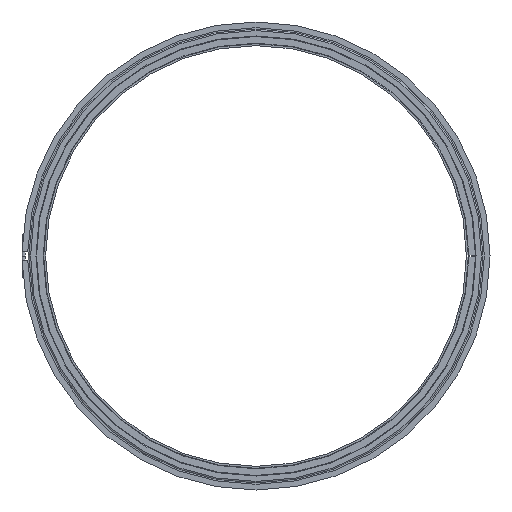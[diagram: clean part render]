
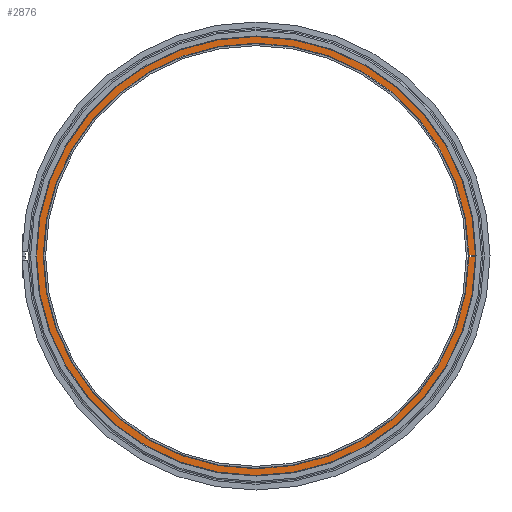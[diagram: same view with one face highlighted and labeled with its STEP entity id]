
A CAD part, left-side view. The second image highlights one B-rep face of the part: STEP entity #2876.
In plain terms, the highlighted face is planar.
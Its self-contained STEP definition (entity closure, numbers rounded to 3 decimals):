
#794=CARTESIAN_POINT('',(-1.973,134.6,0.));
#795=VERTEX_POINT('',#794);
#804=CARTESIAN_POINT('',(-1.973,-134.599,0.5));
#805=VERTEX_POINT('',#804);
#806=CARTESIAN_POINT('',(-1.973,0.,0.0));
#807=DIRECTION('',(1.0,0.0,0.0));
#808=DIRECTION('',(0.0,1.0,0.0));
#809=AXIS2_PLACEMENT_3D('',#806,#807,#808);
#810=CIRCLE('',#809,134.6);
#811=EDGE_CURVE('',#795,#805,#810,.T.);
#1011=CARTESIAN_POINT('',(-1.973,130.5,0.));
#1012=VERTEX_POINT('',#1011);
#1028=CARTESIAN_POINT('',(-1.973,-130.499,0.5));
#1029=VERTEX_POINT('',#1028);
#1036=CARTESIAN_POINT('',(-1.973,0.,0.0));
#1037=DIRECTION('',(1.0,0.0,0.0));
#1038=DIRECTION('',(0.0,1.0,0.0));
#1039=AXIS2_PLACEMENT_3D('',#1036,#1037,#1038);
#1040=CIRCLE('',#1039,130.5);
#1041=EDGE_CURVE('',#1012,#1029,#1040,.T.);
#2585=CARTESIAN_POINT('',(-1.973,-134.599,-0.5));
#2586=VERTEX_POINT('',#2585);
#2587=CARTESIAN_POINT('',(-1.973,-130.499,-0.5));
#2588=VERTEX_POINT('',#2587);
#2589=CARTESIAN_POINT('',(-1.973,-134.599,-0.5));
#2590=DIRECTION('',(0.0,1.0,0.0));
#2591=VECTOR('',#2590,4.1);
#2592=LINE('',#2589,#2591);
#2593=EDGE_CURVE('',#2586,#2588,#2592,.T.);
#2654=CARTESIAN_POINT('',(-1.973,-130.499,0.5));
#2655=DIRECTION('',(0.0,-1.0,0.0));
#2656=VECTOR('',#2655,4.1);
#2657=LINE('',#2654,#2656);
#2658=EDGE_CURVE('',#1029,#805,#2657,.T.);
#2719=CARTESIAN_POINT('',(-1.973,0.,0.0));
#2720=DIRECTION('',(1.0,0.0,0.0));
#2721=DIRECTION('',(0.0,1.0,0.0));
#2722=AXIS2_PLACEMENT_3D('',#2719,#2720,#2721);
#2723=CIRCLE('',#2722,130.5);
#2724=EDGE_CURVE('',#2588,#1012,#2723,.T.);
#2857=CARTESIAN_POINT('',(-1.973,132.55,0.0));
#2858=DIRECTION('',(-1.0,0.0,0.0));
#2859=DIRECTION('',(0.0,0.0,1.0));
#2860=AXIS2_PLACEMENT_3D('',#2857,#2858,#2859);
#2861=PLANE('',#2860);
#2862=ORIENTED_EDGE('',*,*,#2593,.T.);
#2863=ORIENTED_EDGE('',*,*,#2724,.T.);
#2864=ORIENTED_EDGE('',*,*,#1041,.T.);
#2865=ORIENTED_EDGE('',*,*,#2658,.T.);
#2866=ORIENTED_EDGE('',*,*,#811,.F.);
#2867=CARTESIAN_POINT('',(-1.973,0.,0.0));
#2868=DIRECTION('',(1.0,0.0,0.0));
#2869=DIRECTION('',(0.0,1.0,0.0));
#2870=AXIS2_PLACEMENT_3D('',#2867,#2868,#2869);
#2871=CIRCLE('',#2870,134.6);
#2872=EDGE_CURVE('',#2586,#795,#2871,.T.);
#2873=ORIENTED_EDGE('',*,*,#2872,.F.);
#2874=EDGE_LOOP('',(#2862,#2863,#2864,#2865,#2866,#2873));
#2875=FACE_OUTER_BOUND('',#2874,.T.);
#2876=ADVANCED_FACE('',(#2875),#2861,.T.);
